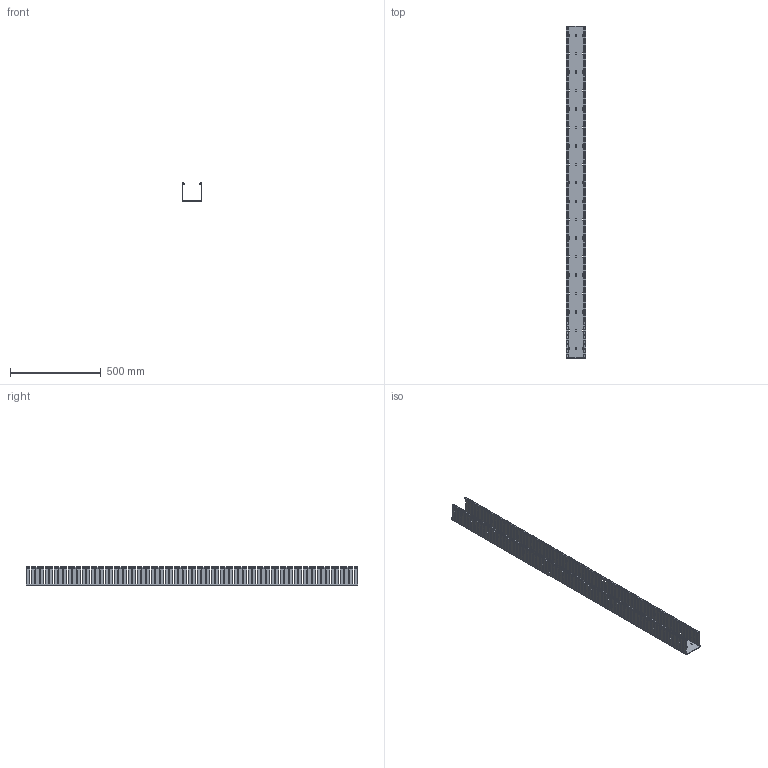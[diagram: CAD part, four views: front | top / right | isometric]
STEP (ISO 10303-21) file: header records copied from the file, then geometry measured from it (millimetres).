
FILE_DESCRIPTION (( 'STEP AP203' ), '1' );
FILE_NAME ('H4x4.STEP', '2024-01-11T03:47:14', ( '' ), ( '' ), 'SwSTEP 2.0', 'SolidWorks 2021', '' );
FILE_SCHEMA (( 'CONFIG_CONTROL_DESIGN' ));
Length unit declared in the file: inch
Products named in the file (1): H4x4
Bounding box: 108.1 x 1828.8 x 101.65 mm (x, y, z)
Surface area: 926063.2 mm2 (no closed solid volume)
Topology: 0 solids, 1 shells, 1842 faces, 5520 edges, 3680 vertices
Faces by surface type: plane 1126, cylinder 716
Entity records: 62469 total; most frequent: CARTESIAN_POINT 11043, ORIENTED_EDGE 11039, DIRECTION 10638, EDGE_CURVE 5520, LINE 4088, VECTOR 4088, VERTEX_POINT 3680, AXIS2_PLACEMENT_3D 3275
